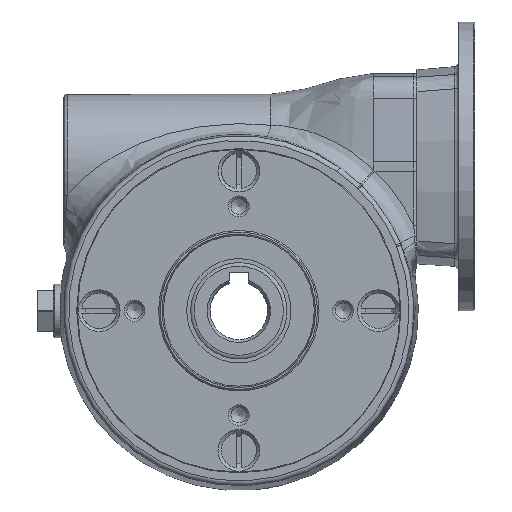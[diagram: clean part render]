
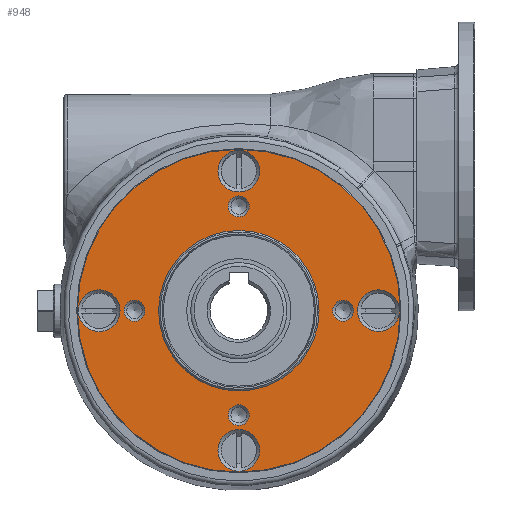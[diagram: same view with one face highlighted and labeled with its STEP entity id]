
A CAD part, top view. The second image highlights one B-rep face of the part: STEP entity #948.
In plain terms, the highlighted planar face has unit normal (0, 0, 1).
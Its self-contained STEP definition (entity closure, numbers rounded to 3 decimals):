
#948 = ADVANCED_FACE( '', ( #2266, #2267, #2268, #2269, #2270, #2271, #2272, #2273, #2274, #2275 ), #2276, .T. );
#2266 = FACE_OUTER_BOUND( '', #6271, .T. );
#2267 = FACE_BOUND( '', #6272, .T. );
#2268 = FACE_BOUND( '', #6273, .T. );
#2269 = FACE_BOUND( '', #6274, .T. );
#2270 = FACE_BOUND( '', #6275, .T. );
#2271 = FACE_BOUND( '', #6276, .T. );
#2272 = FACE_BOUND( '', #6277, .T. );
#2273 = FACE_BOUND( '', #6278, .T. );
#2274 = FACE_BOUND( '', #6279, .T. );
#2275 = FACE_BOUND( '', #6280, .T. );
#2276 = PLANE( '', #6281 );
#6271 = EDGE_LOOP( '', ( #11531 ) );
#6272 = EDGE_LOOP( '', ( #11532 ) );
#6273 = EDGE_LOOP( '', ( #11533 ) );
#6274 = EDGE_LOOP( '', ( #11534 ) );
#6275 = EDGE_LOOP( '', ( #11535 ) );
#6276 = EDGE_LOOP( '', ( #11536 ) );
#6277 = EDGE_LOOP( '', ( #11537 ) );
#6278 = EDGE_LOOP( '', ( #11538 ) );
#6279 = EDGE_LOOP( '', ( #11539 ) );
#6280 = EDGE_LOOP( '', ( #11540 ) );
#6281 = AXIS2_PLACEMENT_3D( '', #11541, #11542, #11543 );
#11531 = ORIENTED_EDGE( '', *, *, #14201, .T. );
#11532 = ORIENTED_EDGE( '', *, *, #14222, .T. );
#11533 = ORIENTED_EDGE( '', *, *, #14286, .T. );
#11534 = ORIENTED_EDGE( '', *, *, #13961, .T. );
#11535 = ORIENTED_EDGE( '', *, *, #14287, .T. );
#11536 = ORIENTED_EDGE( '', *, *, #14288, .T. );
#11537 = ORIENTED_EDGE( '', *, *, #14289, .T. );
#11538 = ORIENTED_EDGE( '', *, *, #13757, .T. );
#11539 = ORIENTED_EDGE( '', *, *, #14085, .T. );
#11540 = ORIENTED_EDGE( '', *, *, #14290, .F. );
#11541 = CARTESIAN_POINT( '', ( 0., 25., 35. ) );
#11542 = DIRECTION( '', ( 0., 0., 1. ) );
#11543 = DIRECTION( '', ( -1., 0., 0. ) );
#13757 = EDGE_CURVE( '', #15346, #15346, #15347, .F. );
#13961 = EDGE_CURVE( '', #15677, #15677, #15678, .F. );
#14085 = EDGE_CURVE( '', #15865, #15865, #15866, .F. );
#14201 = EDGE_CURVE( '', #16028, #16028, #16029, .T. );
#14222 = EDGE_CURVE( '', #16056, #16056, #16057, .F. );
#14286 = EDGE_CURVE( '', #16147, #16147, #16148, .F. );
#14287 = EDGE_CURVE( '', #16149, #16149, #16150, .F. );
#14288 = EDGE_CURVE( '', #16151, #16151, #16152, .F. );
#14289 = EDGE_CURVE( '', #16153, #16153, #16154, .F. );
#14290 = EDGE_CURVE( '', #16155, #16155, #16156, .T. );
#15346 = VERTEX_POINT( '', #18325 );
#15347 = CIRCLE( '', #18326, 3.259 );
#15677 = VERTEX_POINT( '', #19010 );
#15678 = CIRCLE( '', #19011, 6.5 );
#15865 = VERTEX_POINT( '', #19469 );
#15866 = CIRCLE( '', #19470, 3.259 );
#16028 = VERTEX_POINT( '', #19855 );
#16029 = CIRCLE( '', #19856, 50.3 );
#16056 = VERTEX_POINT( '', #19908 );
#16057 = CIRCLE( '', #19909, 6.5 );
#16147 = VERTEX_POINT( '', #20319 );
#16148 = CIRCLE( '', #20320, 6.5 );
#16149 = VERTEX_POINT( '', #20321 );
#16150 = CIRCLE( '', #20322, 6.5 );
#16151 = VERTEX_POINT( '', #20323 );
#16152 = CIRCLE( '', #20324, 3.259 );
#16153 = VERTEX_POINT( '', #20325 );
#16154 = CIRCLE( '', #20326, 3.259 );
#16155 = VERTEX_POINT( '', #20327 );
#16156 = CIRCLE( '', #20328, 25. );
#18325 = CARTESIAN_POINT( '', ( 0., 35.759, 35. ) );
#18326 = AXIS2_PLACEMENT_3D( '', #21885, #21886, #21887 );
#19010 = CARTESIAN_POINT( '', ( 0., -37., 35. ) );
#19011 = AXIS2_PLACEMENT_3D( '', #22185, #22186, #22187 );
#19469 = CARTESIAN_POINT( '', ( 32.5, 3.258, 35. ) );
#19470 = AXIS2_PLACEMENT_3D( '', #22340, #22341, #22342 );
#19855 = CARTESIAN_POINT( '', ( 0., 50.3, 35. ) );
#19856 = AXIS2_PLACEMENT_3D( '', #22453, #22454, #22455 );
#19908 = CARTESIAN_POINT( '', ( 0., 50., 35. ) );
#19909 = AXIS2_PLACEMENT_3D( '', #22472, #22473, #22474 );
#20319 = CARTESIAN_POINT( '', ( 43.5, 6.5, 35. ) );
#20320 = AXIS2_PLACEMENT_3D( '', #22536, #22537, #22538 );
#20321 = CARTESIAN_POINT( '', ( -43.5, 6.5, 35. ) );
#20322 = AXIS2_PLACEMENT_3D( '', #22539, #22540, #22541 );
#20323 = CARTESIAN_POINT( '', ( 0., -29.242, 35. ) );
#20324 = AXIS2_PLACEMENT_3D( '', #22542, #22543, #22544 );
#20325 = CARTESIAN_POINT( '', ( -32.5, 3.259, 35. ) );
#20326 = AXIS2_PLACEMENT_3D( '', #22545, #22546, #22547 );
#20327 = CARTESIAN_POINT( '', ( 0., 25., 35. ) );
#20328 = AXIS2_PLACEMENT_3D( '', #22548, #22549, #22550 );
#21885 = CARTESIAN_POINT( '', ( 0., 32.5, 35. ) );
#21886 = DIRECTION( '', ( 0., 0., 1. ) );
#21887 = DIRECTION( '', ( 0., 1., 0. ) );
#22185 = CARTESIAN_POINT( '', ( 0., -43.5, 35. ) );
#22186 = DIRECTION( '', ( 0., 0., 1. ) );
#22187 = DIRECTION( '', ( 0., 1., 0. ) );
#22340 = CARTESIAN_POINT( '', ( 32.5, 0., 35. ) );
#22341 = DIRECTION( '', ( 0., 0., 1. ) );
#22342 = DIRECTION( '', ( 0., 1., 0. ) );
#22453 = CARTESIAN_POINT( '', ( 0., 0., 35. ) );
#22454 = DIRECTION( '', ( 0., 0., 1. ) );
#22455 = DIRECTION( '', ( 0., 1., 0. ) );
#22472 = CARTESIAN_POINT( '', ( 0., 43.5, 35. ) );
#22473 = DIRECTION( '', ( 0., 0., 1. ) );
#22474 = DIRECTION( '', ( 0., 1., 0. ) );
#22536 = CARTESIAN_POINT( '', ( 43.5, 0., 35. ) );
#22537 = DIRECTION( '', ( 0., 0., 1. ) );
#22538 = DIRECTION( '', ( 0., 1., 0. ) );
#22539 = CARTESIAN_POINT( '', ( -43.5, 0., 35. ) );
#22540 = DIRECTION( '', ( 0., 0., 1. ) );
#22541 = DIRECTION( '', ( 0., 1., 0. ) );
#22542 = CARTESIAN_POINT( '', ( 0., -32.5, 35. ) );
#22543 = DIRECTION( '', ( 0., 0., 1. ) );
#22544 = DIRECTION( '', ( 0., 1., 0. ) );
#22545 = CARTESIAN_POINT( '', ( -32.5, 0., 35. ) );
#22546 = DIRECTION( '', ( 0., 0., 1. ) );
#22547 = DIRECTION( '', ( 0., 1., 0. ) );
#22548 = CARTESIAN_POINT( '', ( 0., 0., 35. ) );
#22549 = DIRECTION( '', ( 0., 0., 1. ) );
#22550 = DIRECTION( '', ( 0., 1., 0. ) );
